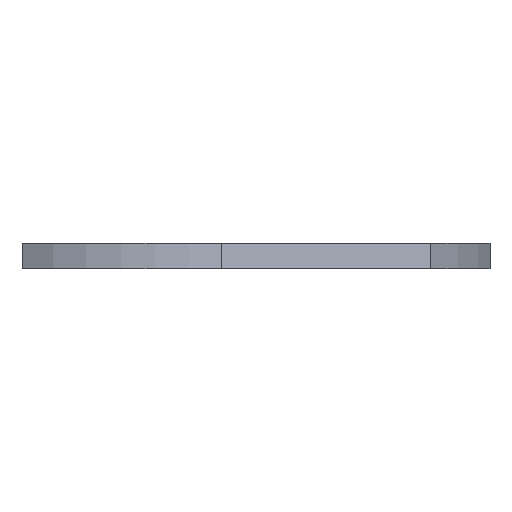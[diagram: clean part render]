
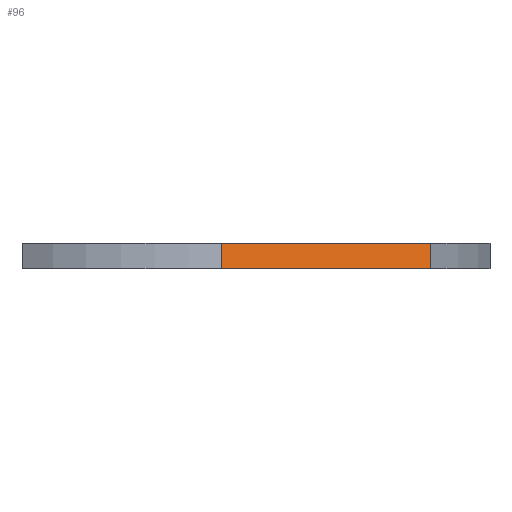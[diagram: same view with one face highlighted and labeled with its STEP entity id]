
A CAD part, left-side view. The second image highlights one B-rep face of the part: STEP entity #96.
In plain terms, the highlighted planar face has unit normal (-0.906, -0.423, 0).
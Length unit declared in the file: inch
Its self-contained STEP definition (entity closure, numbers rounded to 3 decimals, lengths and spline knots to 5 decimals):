
#1 = DIRECTION ( 'NONE',  ( 0.423, -0.906, 0. ) ) ;
#17 = FACE_OUTER_BOUND ( 'NONE', #701, .T. ) ;
#19 = VECTOR ( 'NONE', #418, 39.37008 ) ;
#41 = VECTOR ( 'NONE', #471, 39.37008 ) ;
#43 = ORIENTED_EDGE ( 'NONE', *, *, #444, .T. ) ;
#82 = LINE ( 'NONE', #643, #19 ) ;
#96 = ADVANCED_FACE ( 'NONE', ( #17 ), #620, .T. ) ;
#111 = DIRECTION ( 'NONE',  ( 0.423, -0.906, 0. ) ) ;
#126 = CARTESIAN_POINT ( 'NONE',  ( -3.34458, -5.79165, 0. ) ) ;
#179 = ORIENTED_EDGE ( 'NONE', *, *, #277, .F. ) ;
#198 = VERTEX_POINT ( 'NONE', #276 ) ;
#201 = ORIENTED_EDGE ( 'NONE', *, *, #653, .F. ) ;
#211 = DIRECTION ( 'NONE',  ( 0.423, -0.906, 0. ) ) ;
#222 = AXIS2_PLACEMENT_3D ( 'NONE', #233, #451, #1 ) ;
#224 = CARTESIAN_POINT ( 'NONE',  ( -4.72545, -2.83035, 0. ) ) ;
#233 = CARTESIAN_POINT ( 'NONE',  ( -3.34458, -5.79165, -0.36 ) ) ;
#238 = VERTEX_POINT ( 'NONE', #224 ) ;
#276 = CARTESIAN_POINT ( 'NONE',  ( -3.34458, -5.79165, -0.36 ) ) ;
#277 = EDGE_CURVE ( 'NONE', #339, #238, #468, .T. ) ;
#298 = LINE ( 'NONE', #519, #533 ) ;
#339 = VERTEX_POINT ( 'NONE', #341 ) ;
#341 = CARTESIAN_POINT ( 'NONE',  ( -4.72545, -2.83035, -0.36 ) ) ;
#349 = VERTEX_POINT ( 'NONE', #126 ) ;
#362 = EDGE_CURVE ( 'NONE', #339, #198, #298, .T. ) ;
#418 = DIRECTION ( 'NONE',  ( 0., 0., 1. ) ) ;
#444 = EDGE_CURVE ( 'NONE', #198, #349, #82, .T. ) ;
#451 = DIRECTION ( 'NONE',  ( -0.906, -0.423, 0. ) ) ;
#468 = LINE ( 'NONE', #585, #41 ) ;
#471 = DIRECTION ( 'NONE',  ( 0., 0., 1. ) ) ;
#502 = ORIENTED_EDGE ( 'NONE', *, *, #362, .T. ) ;
#519 = CARTESIAN_POINT ( 'NONE',  ( -3.34458, -5.79165, -0.36 ) ) ;
#533 = VECTOR ( 'NONE', #111, 39.37008 ) ;
#585 = CARTESIAN_POINT ( 'NONE',  ( -4.72545, -2.83035, -0.36 ) ) ;
#613 = LINE ( 'NONE', #708, #684 ) ;
#620 = PLANE ( 'NONE',  #222 ) ;
#643 = CARTESIAN_POINT ( 'NONE',  ( -3.34458, -5.79165, -0.36 ) ) ;
#653 = EDGE_CURVE ( 'NONE', #238, #349, #613, .T. ) ;
#684 = VECTOR ( 'NONE', #211, 39.37008 ) ;
#701 = EDGE_LOOP ( 'NONE', ( #201, #179, #502, #43 ) ) ;
#708 = CARTESIAN_POINT ( 'NONE',  ( -3.34458, -5.79165, 0. ) ) ;
